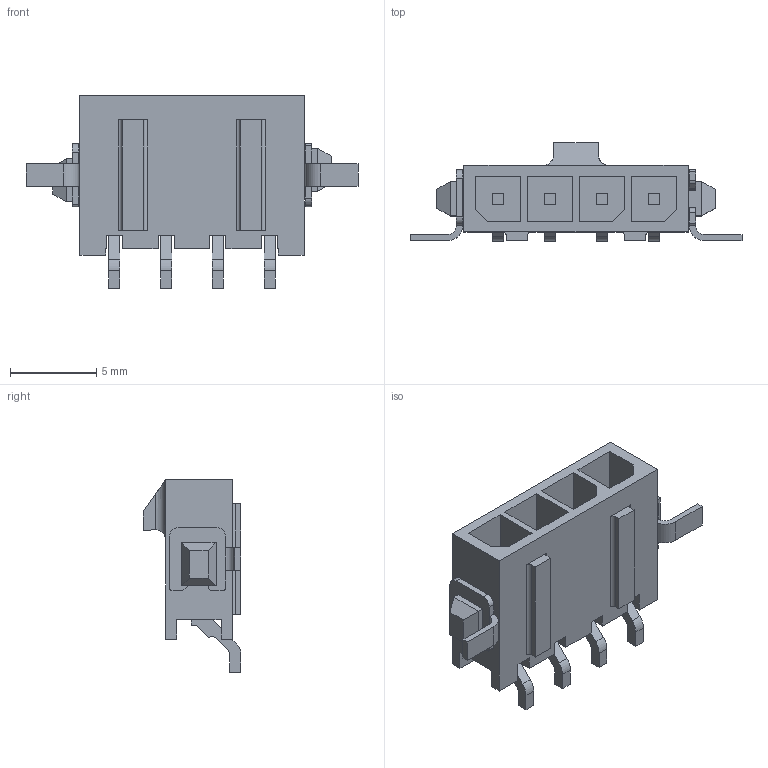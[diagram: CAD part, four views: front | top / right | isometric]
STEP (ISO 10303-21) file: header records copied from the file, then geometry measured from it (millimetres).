
FILE_DESCRIPTION((''),'2;1');
FILE_NAME('C-2-1445057-4','2010-05-29T',('workeradm'),('Tyco Electronics Ltd.'),'PRO/ENGINEER BY PARAMETRIC TECHNOLOGY CORPORATION, 2009300','PRO/ENGINEER BY PARAMETRIC TECHNOLOGY CORPORATION, 2009300','');
FILE_SCHEMA(('AUTOMOTIVE_DESIGN { 1 0 10303 214 1 1 1 1 }'));
Length unit declared in the file: millimetre
Products named in the file (1): C-2-1445057-4
Bounding box: 19.25 x 5.67 x 11.16 mm (x, y, z)
Volume: 297.4 mm3; surface area: 872.2 mm2
Topology: 1 solids, 1 shells, 253 faces, 683 edges, 448 vertices
Faces by surface type: plane 212, cylinder 41
Entity records: 8118 total; most frequent: CARTESIAN_POINT 1428, ORIENTED_EDGE 1366, DIRECTION 1263, EDGE_CURVE 683, VECTOR 601, LINE 601, VERTEX_POINT 448, AXIS2_PLACEMENT_3D 331
